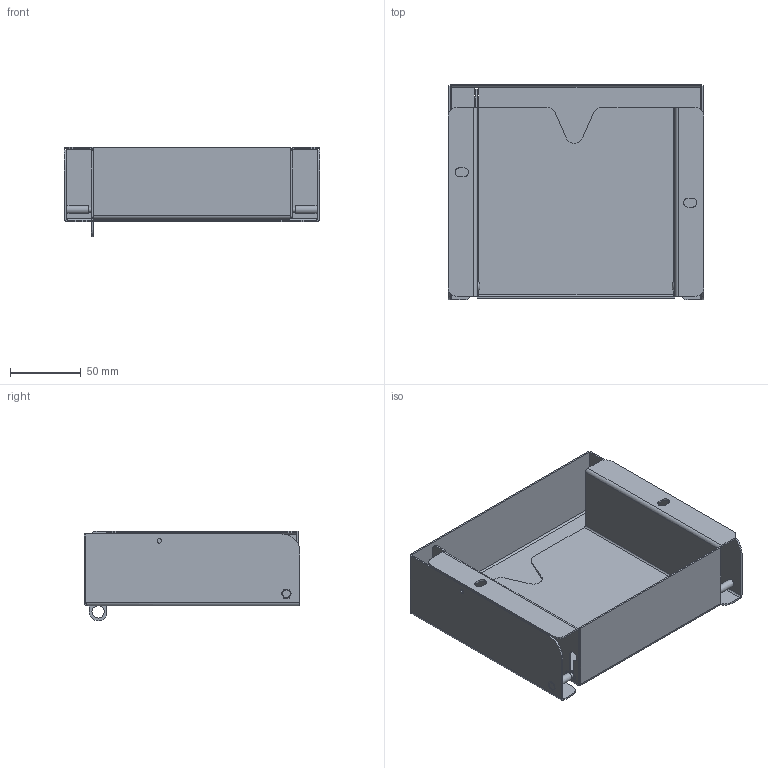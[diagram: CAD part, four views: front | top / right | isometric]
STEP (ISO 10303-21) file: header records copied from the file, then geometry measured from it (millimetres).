
FILE_DESCRIPTION (( 'STEP AP214' ), '1' );
FILE_NAME ('SCE-CDPK.STEP', '2021-01-28T21:05:30', ( '' ), ( '' ), 'SwSTEP 2.0', 'SolidWorks 2019', '' );
FILE_SCHEMA (( 'AUTOMOTIVE_DESIGN' ));
Length unit declared in the file: inch
Products named in the file (1): SCE-CDPK
Bounding box: 180.59 x 152.4 x 63.36 mm (x, y, z)
Surface area: 187694.6 mm2 (no closed solid volume)
Topology: 0 solids, 6 shells, 198 faces, 484 edges, 290 vertices
Faces by surface type: plane 106, cylinder 61, bspline 25, cone 4, torus 2
Full cylindrical faces by diameter (mm): 3.175 x2, 3.505 x4, 5.385 x2, 5.41 x2, 6.655 x2, 8.636 x1
Entity records: 6456 total; most frequent: CARTESIAN_POINT 2084, ORIENTED_EDGE 882, DIRECTION 803, EDGE_CURVE 445, VERTEX_POINT 284, LINE 269, VECTOR 269, AXIS2_PLACEMENT_3D 267
